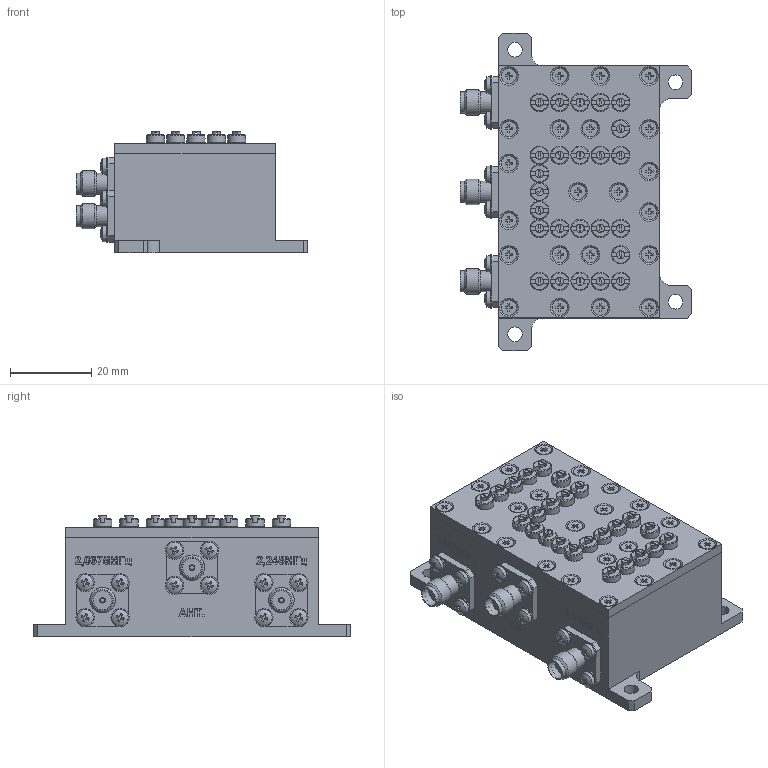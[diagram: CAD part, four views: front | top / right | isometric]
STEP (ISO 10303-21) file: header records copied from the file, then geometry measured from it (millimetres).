
FILE_DESCRIPTION(('STEP AP203'), '1');
FILE_NAME('ÍØÁÀ.468843.010-01_Äèïëåêñåð ÔÌÐ-2-2,0675-85(2,245-90-ÍÁ', '', ('UNSPECIFIED'), ('UNSPECIFIED'), 'ASCON STEP Converter 1.6', 'ASCON Math Kernel', '');
FILE_SCHEMA(('CONFIG_CONTROL_DESIGN'));
Length unit declared in the file: millimetre
Products named in the file (1): НШБА.468843.010-01_Диплексер ФМР-2-2,0675-85(2,245-90-НБ
Bounding box: 57 x 78 x 29.9 mm (x, y, z)
Volume: 68895.2 mm3; surface area: 22231.1 mm2
Topology: 42 solids, 58 shells, 2384 faces, 6136 edges, 4075 vertices
Faces by surface type: plane 1649, cylinder 307, bspline 265, cone 151, sphere 12
Full cylindrical faces by diameter (mm): 1 x3, 1.4 x6, 1.6 x50, 2 x59, 2.4 x34, 2.5 x13, 2.6 x12, 2.9 x13, 3.6 x4, 3.8 x22, 4 x12, 4.1 x3, 4.2 x3, 4.5 x37, 4.7 x16, 5.2 x6, 6.25 x3
Entity records: 131111 total; most frequent: CARTESIAN_POINT 56169, ORIENTED_EDGE 11478, DIRECTION 10248, EDGE_CURVE 5739, VERTEX_POINT 4075, LINE 3628, VECTOR 3628, AXIS2_PLACEMENT_3D 3310
